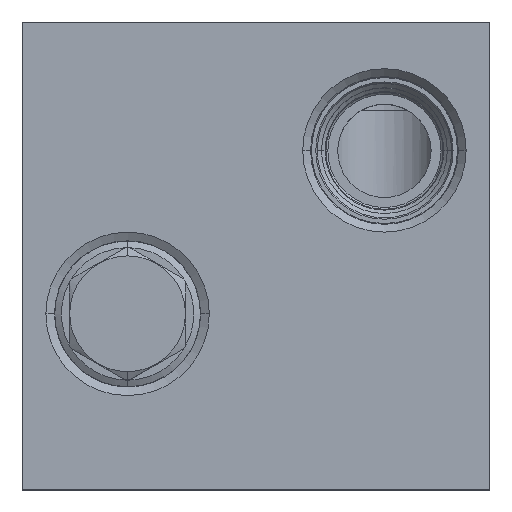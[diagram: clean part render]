
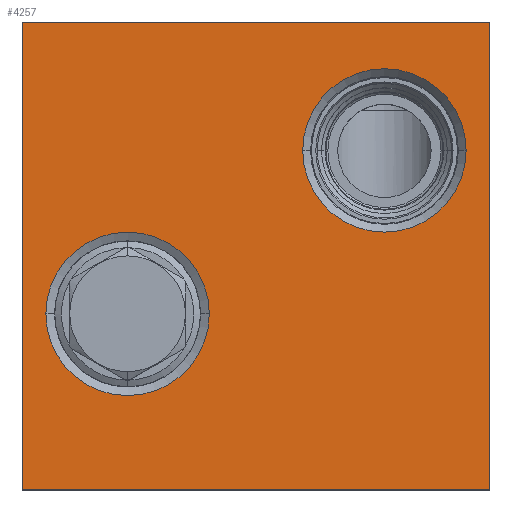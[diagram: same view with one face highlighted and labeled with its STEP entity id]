
A CAD part, top view. The second image highlights one B-rep face of the part: STEP entity #4257.
In plain terms, the highlighted planar face has unit normal (0, 0, 1).
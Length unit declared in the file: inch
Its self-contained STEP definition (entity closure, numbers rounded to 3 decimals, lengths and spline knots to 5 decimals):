
#153=DIRECTION('',(0.,-1.,0.));
#154=VECTOR('',#153,5.);
#155=CARTESIAN_POINT('',(0.,0.,6.125));
#156=LINE('',#155,#154);
#157=DIRECTION('',(-1.,0.,0.));
#158=VECTOR('',#157,5.);
#159=CARTESIAN_POINT('',(5.,0.,6.125));
#160=LINE('',#159,#158);
#161=DIRECTION('',(0.,1.,0.));
#162=VECTOR('',#161,5.);
#163=CARTESIAN_POINT('',(5.,-5.,6.125));
#164=LINE('',#163,#162);
#165=DIRECTION('',(1.,0.,0.));
#166=VECTOR('',#165,5.);
#167=CARTESIAN_POINT('',(0.,-5.,6.125));
#168=LINE('',#167,#166);
#169=CARTESIAN_POINT('',(1.125,-3.125,6.125));
#170=DIRECTION('',(0.,0.,-1.));
#171=DIRECTION('',(-1.,0.,0.));
#172=AXIS2_PLACEMENT_3D('',#169,#170,#171);
#174=CARTESIAN_POINT('',(1.125,-3.125,6.125));
#175=DIRECTION('',(0.,0.,-1.));
#176=DIRECTION('',(1.,0.,0.));
#177=AXIS2_PLACEMENT_3D('',#174,#175,#176);
#179=CARTESIAN_POINT('',(3.875,-1.375,6.125));
#180=DIRECTION('',(0.,0.,-1.));
#181=DIRECTION('',(-1.,0.,0.));
#182=AXIS2_PLACEMENT_3D('',#179,#180,#181);
#184=CARTESIAN_POINT('',(3.875,-1.375,6.125));
#185=DIRECTION('',(0.,0.,-1.));
#186=DIRECTION('',(1.,0.,0.));
#187=AXIS2_PLACEMENT_3D('',#184,#185,#186);
#3611=CARTESIAN_POINT('',(0.,0.,6.125));
#3612=CARTESIAN_POINT('',(0.,-5.,6.125));
#3613=VERTEX_POINT('',#3611);
#3614=VERTEX_POINT('',#3612);
#3615=CARTESIAN_POINT('',(5.,-5.,6.125));
#3616=VERTEX_POINT('',#3615);
#3617=CARTESIAN_POINT('',(5.,0.,6.125));
#3618=VERTEX_POINT('',#3617);
#3994=CARTESIAN_POINT('',(0.25,-3.125,6.125));
#3995=CARTESIAN_POINT('',(2.,-3.125,6.125));
#3996=VERTEX_POINT('',#3994);
#3997=VERTEX_POINT('',#3995);
#4070=CARTESIAN_POINT('',(3.,-1.375,6.125));
#4071=CARTESIAN_POINT('',(4.75,-1.375,6.125));
#4072=VERTEX_POINT('',#4070);
#4073=VERTEX_POINT('',#4071);
#4234=CARTESIAN_POINT('',(0.,0.,6.125));
#4235=DIRECTION('',(0.,0.,1.));
#4236=DIRECTION('',(1.,0.,0.));
#4237=AXIS2_PLACEMENT_3D('',#4234,#4235,#4236);
#4238=PLANE('',#4237);
#4239=ORIENTED_EDGE('',*,*,#4126,.F.);
#4240=ORIENTED_EDGE('',*,*,#4153,.F.);
#4241=ORIENTED_EDGE('',*,*,#4179,.F.);
#4242=ORIENTED_EDGE('',*,*,#4204,.F.);
#4243=EDGE_LOOP('',(#4239,#4240,#4241,#4242));
#4244=FACE_OUTER_BOUND('',#4243,.F.);
#4246=ORIENTED_EDGE('',*,*,#4245,.F.);
#4248=ORIENTED_EDGE('',*,*,#4247,.F.);
#4249=EDGE_LOOP('',(#4246,#4248));
#4250=FACE_BOUND('',#4249,.F.);
#4252=ORIENTED_EDGE('',*,*,#4251,.F.);
#4254=ORIENTED_EDGE('',*,*,#4253,.F.);
#4255=EDGE_LOOP('',(#4252,#4254));
#4256=FACE_BOUND('',#4255,.F.);
#4257=ADVANCED_FACE('',(#4244,#4250,#4256),#4238,.T.);
#173=CIRCLE('',#172,0.875);
#178=CIRCLE('',#177,0.875);
#183=CIRCLE('',#182,0.875);
#188=CIRCLE('',#187,0.875);
#4126=EDGE_CURVE('',#3613,#3614,#156,.T.);
#4153=EDGE_CURVE('',#3618,#3613,#160,.T.);
#4179=EDGE_CURVE('',#3616,#3618,#164,.T.);
#4204=EDGE_CURVE('',#3614,#3616,#168,.T.);
#4245=EDGE_CURVE('',#3996,#3997,#173,.T.);
#4247=EDGE_CURVE('',#3997,#3996,#178,.T.);
#4251=EDGE_CURVE('',#4072,#4073,#183,.T.);
#4253=EDGE_CURVE('',#4073,#4072,#188,.T.);
